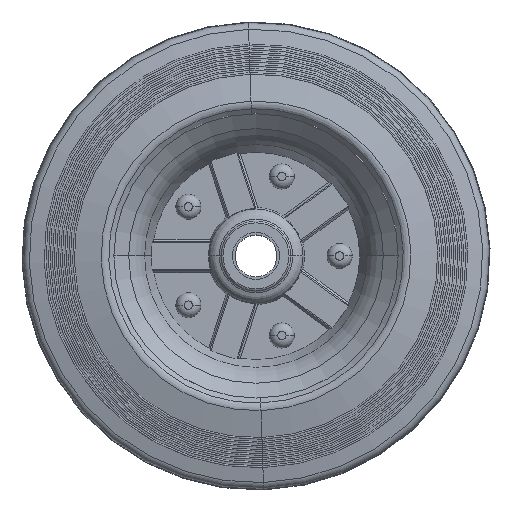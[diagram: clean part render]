
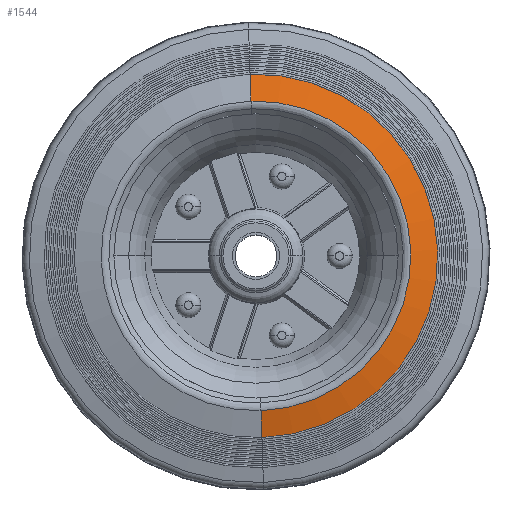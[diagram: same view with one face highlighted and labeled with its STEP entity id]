
A CAD part, top view. The second image highlights one B-rep face of the part: STEP entity #1544.
In plain terms, the highlighted conical face has half-angle 76.32 degrees and reference radius 90 mm.
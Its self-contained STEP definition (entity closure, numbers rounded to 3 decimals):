
#867 = EDGE_CURVE ( 'NONE', #9775, #1240, #8989, .T. ) ;
#870 = CARTESIAN_POINT ( 'NONE',  ( 6.32, -89.952, 35.5 ) ) ;
#1240 = VERTEX_POINT ( 'NONE', #10227 ) ;
#1540 = VECTOR ( 'NONE', #4463, 1000. ) ;
#1544 = ADVANCED_FACE ( 'NONE', ( #2784 ), #6429, .T. ) ;
#1872 = CIRCLE ( 'NONE', #8270, 92.585 ) ;
#1898 = EDGE_CURVE ( 'NONE', #4735, #10132, #5560, .T. ) ;
#2393 = ORIENTED_EDGE ( 'NONE', *, *, #867, .T. ) ;
#2600 = CIRCLE ( 'NONE', #9944, 108.707 ) ;
#2784 = FACE_OUTER_BOUND ( 'NONE', #3895, .T. ) ;
#3139 = ORIENTED_EDGE ( 'NONE', *, *, #4326, .F. ) ;
#3406 = VECTOR ( 'NONE', #4618, 1000. ) ;
#3787 = DIRECTION ( 'NONE',  ( 0.033, -0.999, 0. ) ) ;
#3895 = EDGE_LOOP ( 'NONE', ( #7180, #8470, #2393, #3139 ) ) ;
#4326 = EDGE_CURVE ( 'NONE', #10132, #1240, #2600, .T. ) ;
#4463 = DIRECTION ( 'NONE',  ( 0.032, -0.971, -0.237 ) ) ;
#4551 = CARTESIAN_POINT ( 'NONE',  ( 3.39, 0., 30.947 ) ) ;
#4618 = DIRECTION ( 'NONE',  ( -0.032, 0.971, -0.237 ) ) ;
#4735 = VERTEX_POINT ( 'NONE', #9893 ) ;
#5560 = LINE ( 'NONE', #6455, #3406 ) ;
#6377 = CARTESIAN_POINT ( 'NONE',  ( 3.39, 0., 35.5 ) ) ;
#6408 = DIRECTION ( 'NONE',  ( 0., 0., -1. ) ) ;
#6429 = CONICAL_SURFACE ( 'NONE', #9620, 90., 1.332 ) ;
#6455 = CARTESIAN_POINT ( 'NONE',  ( 0.459, 89.952, 35.5 ) ) ;
#6500 = DIRECTION ( 'NONE',  ( 0., 0., -1. ) ) ;
#7180 = ORIENTED_EDGE ( 'NONE', *, *, #1898, .F. ) ;
#7298 = DIRECTION ( 'NONE',  ( -0.033, 0.999, 0. ) ) ;
#8270 = AXIS2_PLACEMENT_3D ( 'NONE', #9119, #6408, #7298 ) ;
#8470 = ORIENTED_EDGE ( 'NONE', *, *, #8782, .T. ) ;
#8782 = EDGE_CURVE ( 'NONE', #4735, #9775, #1872, .T. ) ;
#8818 = CARTESIAN_POINT ( 'NONE',  ( 6.404, -92.536, 34.871 ) ) ;
#8989 = LINE ( 'NONE', #870, #1540 ) ;
#9119 = CARTESIAN_POINT ( 'NONE',  ( 3.39, 0., 34.871 ) ) ;
#9142 = DIRECTION ( 'NONE',  ( 0., 0., -1. ) ) ;
#9620 = AXIS2_PLACEMENT_3D ( 'NONE', #6377, #9142, #3787 ) ;
#9775 = VERTEX_POINT ( 'NONE', #8818 ) ;
#9893 = CARTESIAN_POINT ( 'NONE',  ( 0.375, 92.536, 34.871 ) ) ;
#9944 = AXIS2_PLACEMENT_3D ( 'NONE', #4551, #6500, #10833 ) ;
#10132 = VERTEX_POINT ( 'NONE', #11437 ) ;
#10227 = CARTESIAN_POINT ( 'NONE',  ( 6.929, -108.649, 30.947 ) ) ;
#10833 = DIRECTION ( 'NONE',  ( 0.033, -0.999, 0. ) ) ;
#11437 = CARTESIAN_POINT ( 'NONE',  ( -0.15, 108.649, 30.947 ) ) ;
